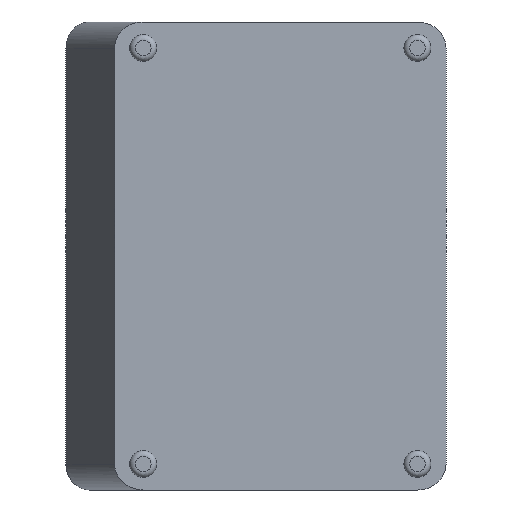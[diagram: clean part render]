
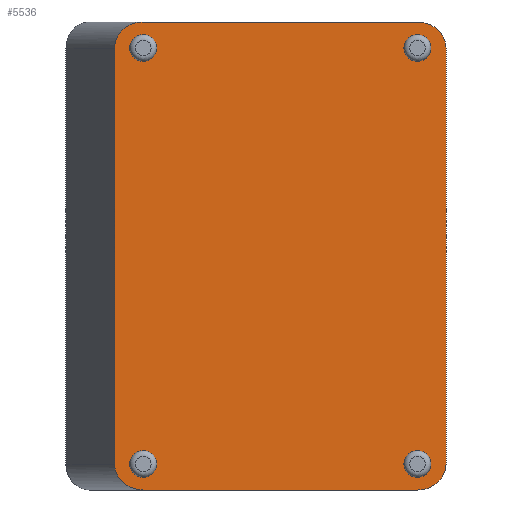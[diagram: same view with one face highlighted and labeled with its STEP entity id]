
A CAD part, front view. The second image highlights one B-rep face of the part: STEP entity #5536.
In plain terms, the highlighted planar face has unit normal (0, -1, 0).
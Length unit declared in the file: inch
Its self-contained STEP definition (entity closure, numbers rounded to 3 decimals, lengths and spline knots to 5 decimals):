
#14=ELLIPSE('',#5759,0.55169,0.5);
#15=ELLIPSE('',#5762,0.55169,0.5);
#16=ELLIPSE('',#5766,0.55169,0.5);
#17=ELLIPSE('',#5769,0.55169,0.5);
#347=FACE_BOUND('',#1094,.T.);
#348=FACE_BOUND('',#1095,.T.);
#349=FACE_BOUND('',#1096,.T.);
#350=FACE_BOUND('',#1097,.T.);
#416=CIRCLE('',#5774,0.259);
#419=CIRCLE('',#5780,0.259);
#422=CIRCLE('',#5786,0.259);
#425=CIRCLE('',#5792,0.259);
#749=FACE_OUTER_BOUND('',#1093,.T.);
#1093=EDGE_LOOP('',(#5036,#5037,#5038,#5039,#5040,#5041,#5042,#5043));
#1094=EDGE_LOOP('',(#5044));
#1095=EDGE_LOOP('',(#5045));
#1096=EDGE_LOOP('',(#5046));
#1097=EDGE_LOOP('',(#5047));
#1633=LINE('',#10021,#2177);
#1636=LINE('',#10029,#2180);
#1639=LINE('',#10038,#2183);
#1641=LINE('',#10080,#2185);
#2177=VECTOR('',#6777,8.);
#2180=VECTOR('',#6786,5.27162);
#2183=VECTOR('',#6797,8.);
#2185=VECTOR('',#6853,5.27162);
#2688=VERTEX_POINT('',#10013);
#2689=VERTEX_POINT('',#10015);
#2690=VERTEX_POINT('',#10019);
#2691=VERTEX_POINT('',#10023);
#2692=VERTEX_POINT('',#10027);
#2693=VERTEX_POINT('',#10032);
#2694=VERTEX_POINT('',#10036);
#2695=VERTEX_POINT('',#10040);
#2698=VERTEX_POINT('',#10049);
#2701=VERTEX_POINT('',#10058);
#2704=VERTEX_POINT('',#10067);
#2707=VERTEX_POINT('',#10076);
#3461=EDGE_CURVE('',#2688,#2689,#14,.T.);
#3464=EDGE_CURVE('',#2688,#2690,#1633,.T.);
#3466=EDGE_CURVE('',#2691,#2690,#15,.T.);
#3468=EDGE_CURVE('',#2691,#2692,#1636,.T.);
#3470=EDGE_CURVE('',#2693,#2692,#16,.T.);
#3472=EDGE_CURVE('',#2693,#2694,#1639,.T.);
#3474=EDGE_CURVE('',#2695,#2694,#17,.T.);
#3477=EDGE_CURVE('',#2698,#2698,#416,.T.);
#3480=EDGE_CURVE('',#2701,#2701,#419,.T.);
#3483=EDGE_CURVE('',#2704,#2704,#422,.T.);
#3486=EDGE_CURVE('',#2707,#2707,#425,.T.);
#3487=EDGE_CURVE('',#2695,#2689,#1641,.T.);
#5036=ORIENTED_EDGE('',*,*,#3461,.F.);
#5037=ORIENTED_EDGE('',*,*,#3464,.T.);
#5038=ORIENTED_EDGE('',*,*,#3466,.F.);
#5039=ORIENTED_EDGE('',*,*,#3468,.T.);
#5040=ORIENTED_EDGE('',*,*,#3470,.F.);
#5041=ORIENTED_EDGE('',*,*,#3472,.T.);
#5042=ORIENTED_EDGE('',*,*,#3474,.F.);
#5043=ORIENTED_EDGE('',*,*,#3487,.T.);
#5044=ORIENTED_EDGE('',*,*,#3477,.T.);
#5045=ORIENTED_EDGE('',*,*,#3486,.T.);
#5046=ORIENTED_EDGE('',*,*,#3480,.T.);
#5047=ORIENTED_EDGE('',*,*,#3483,.T.);
#5232=PLANE('',#5795);
#5536=ADVANCED_FACE('',(#749,#347,#348,#349,#350),#5232,.T.);
#5759=AXIS2_PLACEMENT_3D('',#10016,#6771,#6772);
#5762=AXIS2_PLACEMENT_3D('',#10025,#6781,#6782);
#5766=AXIS2_PLACEMENT_3D('',#10034,#6792,#6793);
#5769=AXIS2_PLACEMENT_3D('',#10042,#6801,#6802);
#5774=AXIS2_PLACEMENT_3D('',#10050,#6811,#6812);
#5780=AXIS2_PLACEMENT_3D('',#10059,#6823,#6824);
#5786=AXIS2_PLACEMENT_3D('',#10068,#6835,#6836);
#5792=AXIS2_PLACEMENT_3D('',#10077,#6847,#6848);
#5795=AXIS2_PLACEMENT_3D('',#10081,#6854,#6855);
#6771=DIRECTION('center_axis',(0.,1.,0.));
#6772=DIRECTION('ref_axis',(1.,0.,0.));
#6777=DIRECTION('',(0.,0.,1.));
#6781=DIRECTION('center_axis',(0.,1.,0.));
#6782=DIRECTION('ref_axis',(1.,0.,0.));
#6786=DIRECTION('',(-1.,0.,0.));
#6792=DIRECTION('center_axis',(0.,1.,0.));
#6793=DIRECTION('ref_axis',(-1.,0.,0.));
#6797=DIRECTION('',(0.,0.,-1.));
#6801=DIRECTION('center_axis',(0.,1.,0.));
#6802=DIRECTION('ref_axis',(-1.,0.,0.));
#6811=DIRECTION('center_axis',(0.,1.,0.));
#6812=DIRECTION('ref_axis',(-1.,0.,0.));
#6823=DIRECTION('center_axis',(0.,1.,0.));
#6824=DIRECTION('ref_axis',(-1.,0.,0.));
#6835=DIRECTION('center_axis',(0.,1.,0.));
#6836=DIRECTION('ref_axis',(-1.,0.,0.));
#6847=DIRECTION('center_axis',(0.,1.,0.));
#6848=DIRECTION('ref_axis',(-1.,0.,0.));
#6853=DIRECTION('',(1.,0.,0.));
#6854=DIRECTION('center_axis',(0.,-1.,0.));
#6855=DIRECTION('ref_axis',(0.,0.,-1.));
#10013=CARTESIAN_POINT('',(3.1875,-1.1875,-4.));
#10015=CARTESIAN_POINT('',(2.63581,-1.1875,-4.5));
#10016=CARTESIAN_POINT('Origin',(2.63581,-1.1875,-4.));
#10019=CARTESIAN_POINT('',(3.1875,-1.1875,4.));
#10021=CARTESIAN_POINT('',(3.1875,-1.1875,0.));
#10023=CARTESIAN_POINT('',(2.63581,-1.1875,4.5));
#10025=CARTESIAN_POINT('Origin',(2.63581,-1.1875,4.));
#10027=CARTESIAN_POINT('',(-2.63581,-1.1875,4.5));
#10029=CARTESIAN_POINT('',(-3.1875,-1.1875,4.5));
#10032=CARTESIAN_POINT('',(-3.1875,-1.1875,4.));
#10034=CARTESIAN_POINT('Origin',(-2.63581,-1.1875,4.));
#10036=CARTESIAN_POINT('',(-3.1875,-1.1875,-4.));
#10038=CARTESIAN_POINT('',(-3.1875,-1.1875,0.));
#10040=CARTESIAN_POINT('',(-2.63581,-1.1875,-4.5));
#10042=CARTESIAN_POINT('Origin',(-2.63581,-1.1875,-4.));
#10049=CARTESIAN_POINT('',(-2.37681,-1.1875,4.));
#10050=CARTESIAN_POINT('Origin',(-2.63581,-1.1875,4.));
#10058=CARTESIAN_POINT('',(-2.37681,-1.1875,-4.));
#10059=CARTESIAN_POINT('Origin',(-2.63581,-1.1875,-4.));
#10067=CARTESIAN_POINT('',(2.89481,-1.1875,-4.));
#10068=CARTESIAN_POINT('Origin',(2.63581,-1.1875,-4.));
#10076=CARTESIAN_POINT('',(2.89481,-1.1875,4.));
#10077=CARTESIAN_POINT('Origin',(2.63581,-1.1875,4.));
#10080=CARTESIAN_POINT('',(-3.1875,-1.1875,-4.5));
#10081=CARTESIAN_POINT('Origin',(3.1875,-1.1875,0.));
